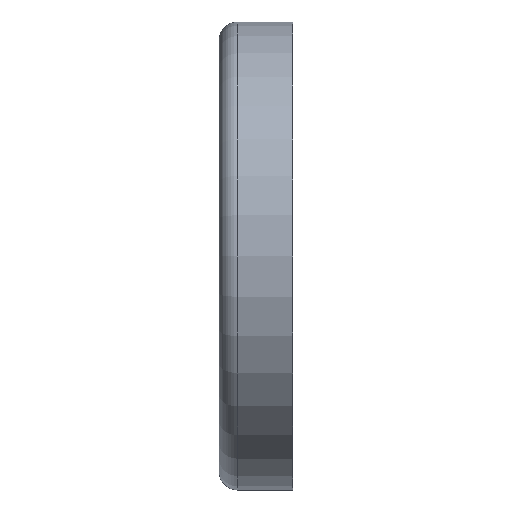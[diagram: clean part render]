
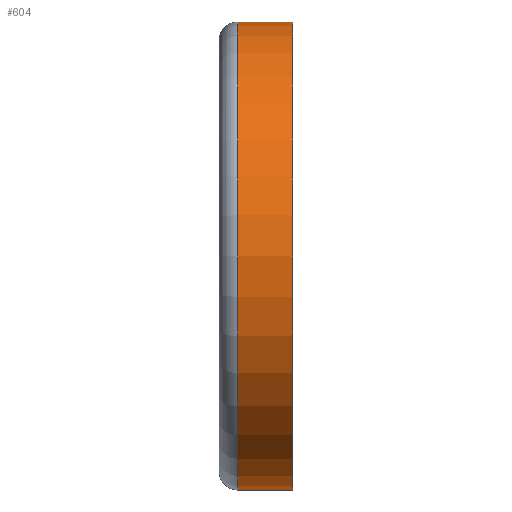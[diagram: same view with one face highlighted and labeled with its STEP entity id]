
A CAD part, left-side view. The second image highlights one B-rep face of the part: STEP entity #604.
In plain terms, the highlighted cylindrical face has radius 38 mm (diameter 76 mm), a partial arc.
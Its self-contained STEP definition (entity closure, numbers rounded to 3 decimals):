
#604 = ADVANCED_FACE ( 'NONE', ( #1325 ), #10527, .T. ) ;
#645 = ORIENTED_EDGE ( 'NONE', *, *, #11198, .F. ) ;
#700 = LINE ( 'NONE', #10957, #3103 ) ;
#1050 = CIRCLE ( 'NONE', #7910, 38. ) ;
#1153 = DIRECTION ( 'NONE',  ( 0., 0., -1. ) ) ;
#1325 = FACE_OUTER_BOUND ( 'NONE', #12165, .T. ) ;
#1648 = DIRECTION ( 'NONE',  ( 0., -1., 0. ) ) ;
#1724 = DIRECTION ( 'NONE',  ( 0., 0., -1. ) ) ;
#1807 = VERTEX_POINT ( 'NONE', #3557 ) ;
#2213 = DIRECTION ( 'NONE',  ( 0., -1., 0. ) ) ;
#2611 = EDGE_CURVE ( 'NONE', #5303, #1807, #1050, .T. ) ;
#3103 = VECTOR ( 'NONE', #8545, 1000. ) ;
#3557 = CARTESIAN_POINT ( 'NONE',  ( 0., 0., -38. ) ) ;
#3574 = VECTOR ( 'NONE', #2213, 1000. ) ;
#4604 = CARTESIAN_POINT ( 'NONE',  ( 0., 0., 38. ) ) ;
#5111 = ORIENTED_EDGE ( 'NONE', *, *, #2611, .F. ) ;
#5123 = CARTESIAN_POINT ( 'NONE',  ( 0., 0., 0. ) ) ;
#5248 = CARTESIAN_POINT ( 'NONE',  ( 0., 0., 0. ) ) ;
#5277 = CARTESIAN_POINT ( 'NONE',  ( 0., 0., 38. ) ) ;
#5303 = VERTEX_POINT ( 'NONE', #5277 ) ;
#5424 = LINE ( 'NONE', #4604, #3574 ) ;
#5653 = CARTESIAN_POINT ( 'NONE',  ( 0., 9., -38. ) ) ;
#6608 = DIRECTION ( 'NONE',  ( 0., -1., 0. ) ) ;
#6729 = VERTEX_POINT ( 'NONE', #8495 ) ;
#6920 = VERTEX_POINT ( 'NONE', #5653 ) ;
#7189 = AXIS2_PLACEMENT_3D ( 'NONE', #5123, #1648, #9862 ) ;
#7910 = AXIS2_PLACEMENT_3D ( 'NONE', #5248, #6608, #1724 ) ;
#8129 = EDGE_CURVE ( 'NONE', #6920, #1807, #700, .T. ) ;
#8495 = CARTESIAN_POINT ( 'NONE',  ( 0., 9., 38. ) ) ;
#8545 = DIRECTION ( 'NONE',  ( 0., -1., 0. ) ) ;
#9201 = DIRECTION ( 'NONE',  ( 0., -1., 0. ) ) ;
#9275 = ORIENTED_EDGE ( 'NONE', *, *, #8129, .T. ) ;
#9862 = DIRECTION ( 'NONE',  ( 0., 0., -1. ) ) ;
#10527 = CYLINDRICAL_SURFACE ( 'NONE', #7189, 38. ) ;
#10957 = CARTESIAN_POINT ( 'NONE',  ( 0., 0., -38. ) ) ;
#11198 = EDGE_CURVE ( 'NONE', #6729, #5303, #5424, .T. ) ;
#11658 = CIRCLE ( 'NONE', #13247, 38. ) ;
#11700 = CARTESIAN_POINT ( 'NONE',  ( 0., 9., 0. ) ) ;
#12165 = EDGE_LOOP ( 'NONE', ( #645, #14847, #9275, #5111 ) ) ;
#12866 = EDGE_CURVE ( 'NONE', #6729, #6920, #11658, .T. ) ;
#13247 = AXIS2_PLACEMENT_3D ( 'NONE', #11700, #9201, #1153 ) ;
#14847 = ORIENTED_EDGE ( 'NONE', *, *, #12866, .T. ) ;
